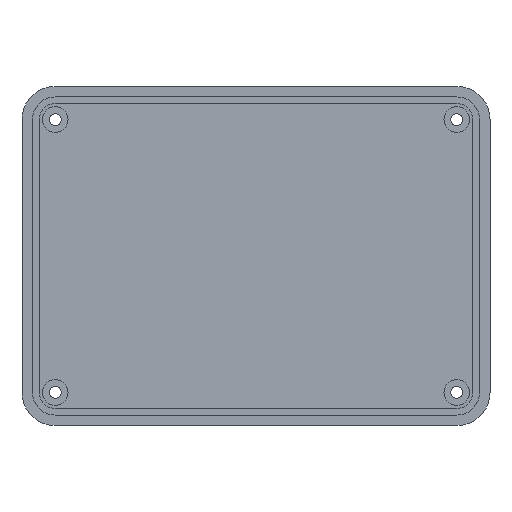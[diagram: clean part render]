
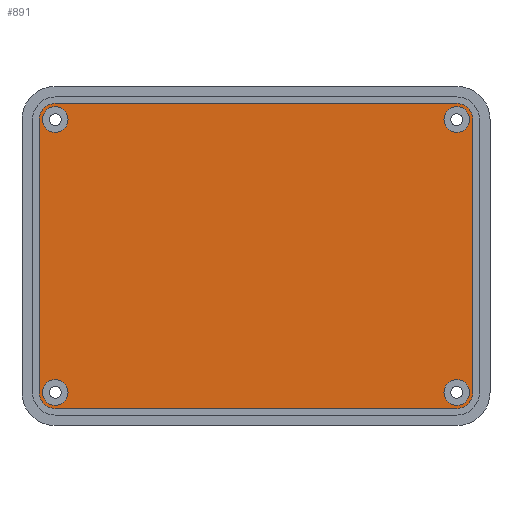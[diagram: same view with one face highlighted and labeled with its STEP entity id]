
A CAD part, front view. The second image highlights one B-rep face of the part: STEP entity #891.
In plain terms, the highlighted planar face has unit normal (0, -1, 0).
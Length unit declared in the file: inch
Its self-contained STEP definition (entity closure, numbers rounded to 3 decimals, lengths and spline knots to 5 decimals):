
#23=FACE_BOUND('',#154,.T.);
#24=FACE_BOUND('',#155,.T.);
#25=FACE_BOUND('',#156,.T.);
#26=FACE_BOUND('',#157,.T.);
#37=PLANE('',#985);
#93=FACE_OUTER_BOUND('',#153,.T.);
#153=EDGE_LOOP('',(#675,#676,#677,#678,#679,#680,#681,#682));
#154=EDGE_LOOP('',(#683));
#155=EDGE_LOOP('',(#684));
#156=EDGE_LOOP('',(#685));
#157=EDGE_LOOP('',(#686));
#215=LINE('',#1447,#283);
#216=LINE('',#1451,#284);
#217=LINE('',#1455,#285);
#218=LINE('',#1459,#286);
#283=VECTOR('',#1165,0.3937);
#284=VECTOR('',#1168,0.3937);
#285=VECTOR('',#1171,0.3937);
#286=VECTOR('',#1174,0.3937);
#351=CIRCLE('',#970,0.125);
#353=CIRCLE('',#973,0.125);
#355=CIRCLE('',#976,0.125);
#357=CIRCLE('',#979,0.125);
#359=CIRCLE('',#986,0.1565);
#360=CIRCLE('',#987,0.1565);
#361=CIRCLE('',#988,0.1565);
#362=CIRCLE('',#989,0.1565);
#411=VERTEX_POINT('',#1417);
#413=VERTEX_POINT('',#1423);
#415=VERTEX_POINT('',#1429);
#417=VERTEX_POINT('',#1435);
#419=VERTEX_POINT('',#1445);
#420=VERTEX_POINT('',#1446);
#421=VERTEX_POINT('',#1448);
#422=VERTEX_POINT('',#1450);
#423=VERTEX_POINT('',#1452);
#424=VERTEX_POINT('',#1454);
#425=VERTEX_POINT('',#1456);
#426=VERTEX_POINT('',#1458);
#503=EDGE_CURVE('',#411,#411,#351,.T.);
#506=EDGE_CURVE('',#413,#413,#353,.T.);
#509=EDGE_CURVE('',#415,#415,#355,.T.);
#512=EDGE_CURVE('',#417,#417,#357,.T.);
#515=EDGE_CURVE('',#419,#420,#215,.F.);
#516=EDGE_CURVE('',#420,#421,#359,.T.);
#517=EDGE_CURVE('',#421,#422,#216,.F.);
#518=EDGE_CURVE('',#422,#423,#360,.T.);
#519=EDGE_CURVE('',#423,#424,#217,.F.);
#520=EDGE_CURVE('',#424,#425,#361,.T.);
#521=EDGE_CURVE('',#425,#426,#218,.F.);
#522=EDGE_CURVE('',#426,#419,#362,.T.);
#675=ORIENTED_EDGE('',*,*,#515,.T.);
#676=ORIENTED_EDGE('',*,*,#516,.T.);
#677=ORIENTED_EDGE('',*,*,#517,.T.);
#678=ORIENTED_EDGE('',*,*,#518,.T.);
#679=ORIENTED_EDGE('',*,*,#519,.T.);
#680=ORIENTED_EDGE('',*,*,#520,.T.);
#681=ORIENTED_EDGE('',*,*,#521,.T.);
#682=ORIENTED_EDGE('',*,*,#522,.T.);
#683=ORIENTED_EDGE('',*,*,#503,.F.);
#684=ORIENTED_EDGE('',*,*,#512,.F.);
#685=ORIENTED_EDGE('',*,*,#509,.F.);
#686=ORIENTED_EDGE('',*,*,#506,.F.);
#891=ADVANCED_FACE('',(#93,#23,#24,#25,#26),#37,.T.);
#970=AXIS2_PLACEMENT_3D('',#1418,#1129,#1130);
#973=AXIS2_PLACEMENT_3D('',#1424,#1136,#1137);
#976=AXIS2_PLACEMENT_3D('',#1430,#1143,#1144);
#979=AXIS2_PLACEMENT_3D('',#1436,#1150,#1151);
#985=AXIS2_PLACEMENT_3D('',#1444,#1163,#1164);
#986=AXIS2_PLACEMENT_3D('',#1449,#1166,#1167);
#987=AXIS2_PLACEMENT_3D('',#1453,#1169,#1170);
#988=AXIS2_PLACEMENT_3D('',#1457,#1172,#1173);
#989=AXIS2_PLACEMENT_3D('',#1460,#1175,#1176);
#1129=DIRECTION('center_axis',(0.,-1.,0.));
#1130=DIRECTION('ref_axis',(0.,0.,1.));
#1136=DIRECTION('center_axis',(0.,-1.,0.));
#1137=DIRECTION('ref_axis',(0.,0.,1.));
#1143=DIRECTION('center_axis',(0.,-1.,0.));
#1144=DIRECTION('ref_axis',(0.,0.,1.));
#1150=DIRECTION('center_axis',(0.,-1.,0.));
#1151=DIRECTION('ref_axis',(0.,0.,1.));
#1163=DIRECTION('center_axis',(0.,-1.,0.));
#1164=DIRECTION('ref_axis',(0.,0.,-1.));
#1165=DIRECTION('',(0.,0.,1.));
#1166=DIRECTION('center_axis',(0.,-1.,0.));
#1167=DIRECTION('ref_axis',(0.,0.,1.));
#1168=DIRECTION('',(-1.,0.,0.));
#1169=DIRECTION('center_axis',(0.,-1.,0.));
#1170=DIRECTION('ref_axis',(0.,0.,1.));
#1171=DIRECTION('',(0.,0.,-1.));
#1172=DIRECTION('center_axis',(0.,-1.,0.));
#1173=DIRECTION('ref_axis',(0.,0.,1.));
#1174=DIRECTION('',(1.,0.,0.));
#1175=DIRECTION('center_axis',(0.,-1.,0.));
#1176=DIRECTION('ref_axis',(0.,0.,1.));
#1417=CARTESIAN_POINT('',(-1.95,-0.068,-1.45));
#1418=CARTESIAN_POINT('Origin',(-1.95,-0.068,-1.325));
#1423=CARTESIAN_POINT('',(1.95,-0.068,-1.45));
#1424=CARTESIAN_POINT('Origin',(1.95,-0.068,-1.325));
#1429=CARTESIAN_POINT('',(1.95,-0.068,1.2));
#1430=CARTESIAN_POINT('Origin',(1.95,-0.068,1.325));
#1435=CARTESIAN_POINT('',(-1.95,-0.068,1.2));
#1436=CARTESIAN_POINT('Origin',(-1.95,-0.068,1.325));
#1444=CARTESIAN_POINT('Origin',(-1.9505,-0.068,1.3255));
#1445=CARTESIAN_POINT('',(-2.107,-0.068,1.3255));
#1446=CARTESIAN_POINT('',(-2.107,-0.068,-1.3255));
#1447=CARTESIAN_POINT('',(-2.107,-0.068,1.3255));
#1448=CARTESIAN_POINT('',(-1.9505,-0.068,-1.482));
#1449=CARTESIAN_POINT('Origin',(-1.9505,-0.068,-1.3255));
#1450=CARTESIAN_POINT('',(1.9505,-0.068,-1.482));
#1451=CARTESIAN_POINT('',(-1.9505,-0.068,-1.482));
#1452=CARTESIAN_POINT('',(2.107,-0.068,-1.3255));
#1453=CARTESIAN_POINT('Origin',(1.9505,-0.068,-1.3255));
#1454=CARTESIAN_POINT('',(2.107,-0.068,1.3255));
#1455=CARTESIAN_POINT('',(2.107,-0.068,0.));
#1456=CARTESIAN_POINT('',(1.9505,-0.068,1.482));
#1457=CARTESIAN_POINT('Origin',(1.9505,-0.068,1.3255));
#1458=CARTESIAN_POINT('',(-1.9505,-0.068,1.482));
#1459=CARTESIAN_POINT('',(0.,-0.068,1.482));
#1460=CARTESIAN_POINT('Origin',(-1.9505,-0.068,1.3255));
